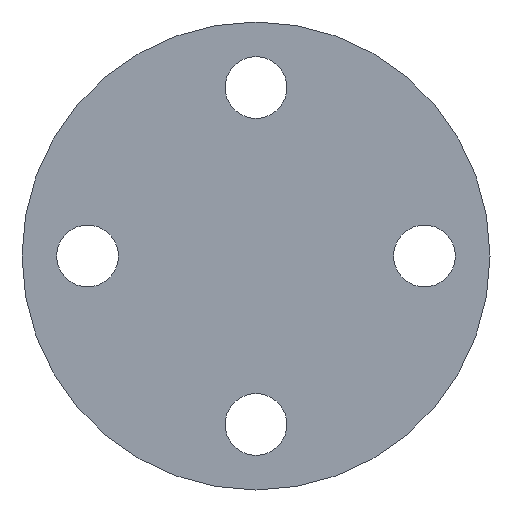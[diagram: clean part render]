
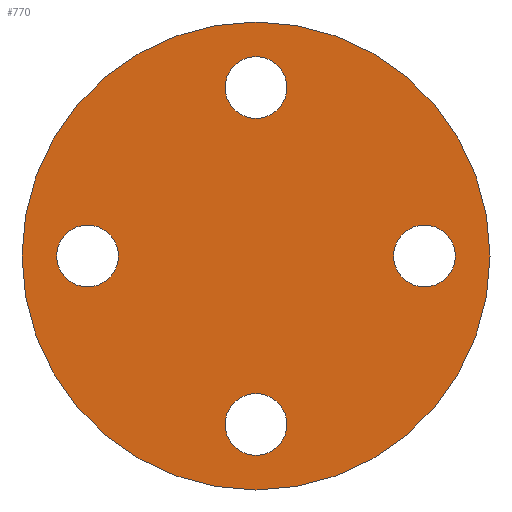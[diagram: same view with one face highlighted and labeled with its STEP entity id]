
A CAD part, front view. The second image highlights one B-rep face of the part: STEP entity #770.
In plain terms, the highlighted planar face has unit normal (0, -1, 0).
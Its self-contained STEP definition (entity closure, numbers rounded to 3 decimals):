
#38=FACE_BOUND('',#132,.T.);
#39=FACE_BOUND('',#133,.T.);
#40=FACE_BOUND('',#134,.T.);
#41=FACE_BOUND('',#135,.T.);
#52=CIRCLE('',#830,1.65);
#53=CIRCLE('',#832,1.65);
#54=CIRCLE('',#834,1.65);
#55=CIRCLE('',#836,1.65);
#60=CIRCLE('',#843,12.5);
#86=FACE_OUTER_BOUND('',#131,.T.);
#131=EDGE_LOOP('',(#594));
#132=EDGE_LOOP('',(#595));
#133=EDGE_LOOP('',(#596));
#134=EDGE_LOOP('',(#597));
#135=EDGE_LOOP('',(#598));
#359=VERTEX_POINT('',#1199);
#360=VERTEX_POINT('',#1203);
#361=VERTEX_POINT('',#1207);
#362=VERTEX_POINT('',#1211);
#369=VERTEX_POINT('',#1229);
#440=EDGE_CURVE('',#359,#359,#52,.T.);
#442=EDGE_CURVE('',#360,#360,#53,.T.);
#444=EDGE_CURVE('',#361,#361,#54,.T.);
#446=EDGE_CURVE('',#362,#362,#55,.T.);
#455=EDGE_CURVE('',#369,#369,#60,.T.);
#594=ORIENTED_EDGE('',*,*,#455,.T.);
#595=ORIENTED_EDGE('',*,*,#440,.T.);
#596=ORIENTED_EDGE('',*,*,#442,.T.);
#597=ORIENTED_EDGE('',*,*,#444,.T.);
#598=ORIENTED_EDGE('',*,*,#446,.T.);
#739=PLANE('',#844);
#770=ADVANCED_FACE('',(#86,#38,#39,#40,#41),#739,.T.);
#830=AXIS2_PLACEMENT_3D('',#1200,#957,#958);
#832=AXIS2_PLACEMENT_3D('',#1204,#962,#963);
#834=AXIS2_PLACEMENT_3D('',#1208,#967,#968);
#836=AXIS2_PLACEMENT_3D('',#1212,#972,#973);
#843=AXIS2_PLACEMENT_3D('',#1230,#990,#991);
#844=AXIS2_PLACEMENT_3D('',#1232,#993,#994);
#957=DIRECTION('center_axis',(0.,1.,0.));
#958=DIRECTION('ref_axis',(1.,0.,0.));
#962=DIRECTION('center_axis',(0.,1.,0.));
#963=DIRECTION('ref_axis',(1.,0.,0.));
#967=DIRECTION('center_axis',(0.,1.,0.));
#968=DIRECTION('ref_axis',(1.,0.,0.));
#972=DIRECTION('center_axis',(0.,1.,0.));
#973=DIRECTION('ref_axis',(1.,0.,0.));
#990=DIRECTION('center_axis',(0.,-1.,0.));
#991=DIRECTION('ref_axis',(1.,0.,0.));
#993=DIRECTION('center_axis',(0.,-1.,0.));
#994=DIRECTION('ref_axis',(1.,0.,0.));
#1199=CARTESIAN_POINT('',(-72.121,9.27,15.337));
#1200=CARTESIAN_POINT('Origin',(-70.471,9.27,15.337));
#1203=CARTESIAN_POINT('',(-72.121,9.27,33.337));
#1204=CARTESIAN_POINT('Origin',(-70.471,9.27,33.337));
#1207=CARTESIAN_POINT('',(-63.121,9.27,24.337));
#1208=CARTESIAN_POINT('Origin',(-61.471,9.27,24.337));
#1211=CARTESIAN_POINT('',(-81.121,9.27,24.337));
#1212=CARTESIAN_POINT('Origin',(-79.471,9.27,24.337));
#1229=CARTESIAN_POINT('',(-82.971,9.27,24.337));
#1230=CARTESIAN_POINT('Origin',(-70.471,9.27,24.337));
#1232=CARTESIAN_POINT('Origin',(-70.471,9.27,24.337));
